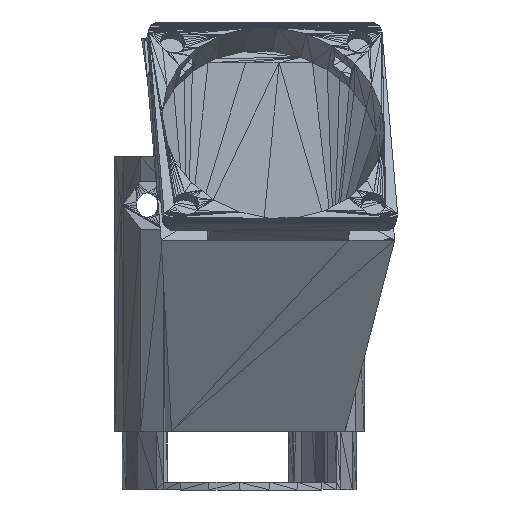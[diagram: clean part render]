
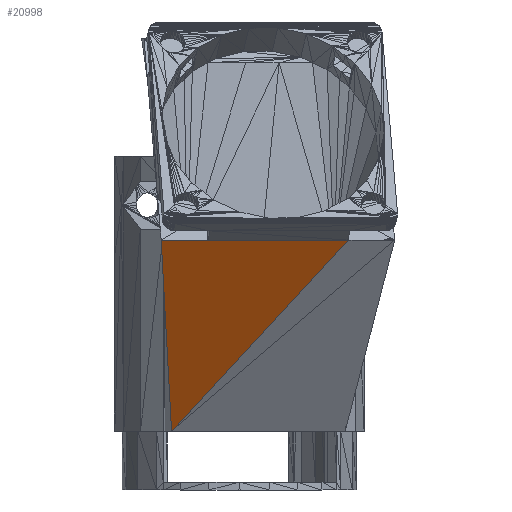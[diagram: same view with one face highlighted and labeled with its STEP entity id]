
A CAD part, front view. The second image highlights one B-rep face of the part: STEP entity #20998.
In plain terms, the highlighted planar face has unit normal (0.115, -0.803, -0.584).
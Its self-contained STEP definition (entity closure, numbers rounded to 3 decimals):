
#3444 = ORIENTED_EDGE ( 'NONE', *, *, #23019, .F. ) ;
#4321 = DIRECTION ( 'NONE',  ( 0.115, -0.803, -0.584 ) ) ;
#5223 = VECTOR ( 'NONE', #13631, 1000. ) ;
#6449 = CARTESIAN_POINT ( 'NONE',  ( 13.838, -33.042, 31.81 ) ) ;
#6739 = VECTOR ( 'NONE', #38172, 1000. ) ;
#6875 = VERTEX_POINT ( 'NONE', #7352 ) ;
#7014 = LINE ( 'NONE', #6449, #14845 ) ;
#7352 = CARTESIAN_POINT ( 'NONE',  ( 13.838, -33.042, 31.81 ) ) ;
#10625 = EDGE_LOOP ( 'NONE', ( #3444, #21261, #25030 ) ) ;
#10848 = CARTESIAN_POINT ( 'NONE',  ( 1.099, -7.677, -5.582 ) ) ;
#11842 = CARTESIAN_POINT ( 'NONE',  ( -9.934, -36.446, 31.81 ) ) ;
#13631 = DIRECTION ( 'NONE',  ( 0.99, 0.142, 0. ) ) ;
#14845 = VECTOR ( 'NONE', #22426, 1000. ) ;
#20509 = VERTEX_POINT ( 'NONE', #35562 ) ;
#20998 = ADVANCED_FACE ( 'NONE', ( #32214 ), #40768, .T. ) ;
#21056 = AXIS2_PLACEMENT_3D ( 'NONE', #10848, #4321, #27556 ) ;
#21261 = ORIENTED_EDGE ( 'NONE', *, *, #31688, .F. ) ;
#22426 = DIRECTION ( 'NONE',  ( -0.622, 0.401, -0.673 ) ) ;
#22879 = LINE ( 'NONE', #36865, #5223 ) ;
#23019 = EDGE_CURVE ( 'NONE', #6875, #20509, #7014, .T. ) ;
#23361 = LINE ( 'NONE', #11842, #6739 ) ;
#25030 = ORIENTED_EDGE ( 'NONE', *, *, #26434, .T. ) ;
#26434 = EDGE_CURVE ( 'NONE', #30662, #20509, #23361, .T. ) ;
#27556 = DIRECTION ( 'NONE',  ( 0., 0.588, -0.809 ) ) ;
#30662 = VERTEX_POINT ( 'NONE', #42254 ) ;
#31688 = EDGE_CURVE ( 'NONE', #30662, #6875, #22879, .T. ) ;
#32214 = FACE_OUTER_BOUND ( 'NONE', #10625, .T. ) ;
#35562 = CARTESIAN_POINT ( 'NONE',  ( -8.61, -18.578, 7.498 ) ) ;
#36865 = CARTESIAN_POINT ( 'NONE',  ( -9.934, -36.446, 31.81 ) ) ;
#38172 = DIRECTION ( 'NONE',  ( 0.044, 0.592, -0.805 ) ) ;
#40768 = PLANE ( 'NONE',  #21056 ) ;
#42254 = CARTESIAN_POINT ( 'NONE',  ( -9.934, -36.446, 31.81 ) ) ;
